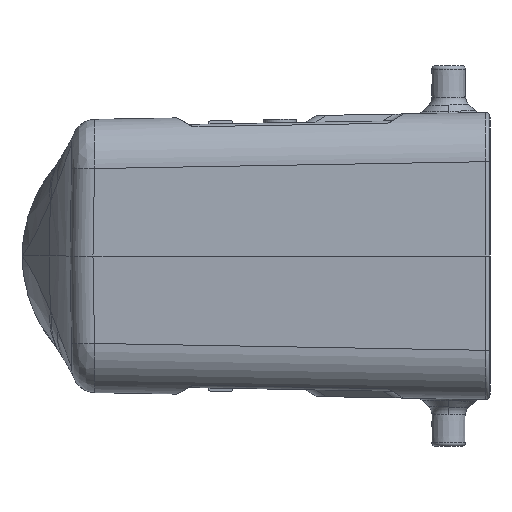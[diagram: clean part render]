
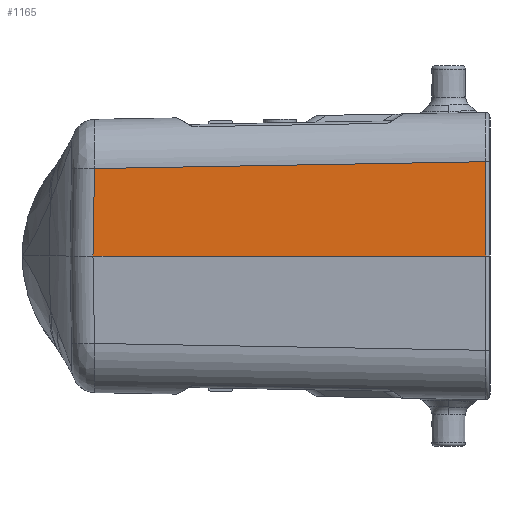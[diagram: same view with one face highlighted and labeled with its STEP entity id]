
A CAD part, left-side view. The second image highlights one B-rep face of the part: STEP entity #1165.
In plain terms, the highlighted planar face has unit normal (-1, 0.018, 0.017).
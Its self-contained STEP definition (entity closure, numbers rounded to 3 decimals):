
#693=PLANE('',#8177);
#1165=ADVANCED_FACE('',(#1683),#693,.T.);
#1683=FACE_OUTER_BOUND('',#2150,.T.);
#2150=EDGE_LOOP('',(#5297,#5298,#5299,#5300));
#2954=LINE('',#14855,#3573);
#2955=LINE('',#14857,#3574);
#2956=LINE('',#14859,#3575);
#2957=LINE('',#14861,#3576);
#3573=VECTOR('',#9885,1.);
#3574=VECTOR('',#9888,1.);
#3575=VECTOR('',#9889,1.);
#3576=VECTOR('',#9890,1.);
#5297=ORIENTED_EDGE('',*,*,#7314,.F.);
#5298=ORIENTED_EDGE('',*,*,#7315,.F.);
#5299=ORIENTED_EDGE('',*,*,#7316,.T.);
#5300=ORIENTED_EDGE('',*,*,#7313,.T.);
#6345=VERTEX_POINT('',#14849);
#6348=VERTEX_POINT('',#14854);
#6349=VERTEX_POINT('',#14858);
#6350=VERTEX_POINT('',#14860);
#7313=EDGE_CURVE('',#6345,#6348,#2954,.T.);
#7314=EDGE_CURVE('',#6349,#6348,#2955,.T.);
#7315=EDGE_CURVE('',#6350,#6349,#2956,.T.);
#7316=EDGE_CURVE('',#6350,#6345,#2957,.T.);
#8177=AXIS2_PLACEMENT_3D('',#14862,#9891,#9892);
#9885=DIRECTION('',(0.017,0.,1.));
#9888=DIRECTION('',(-0.017,-1.,0.017));
#9889=DIRECTION('',(0.017,-0.017,1.));
#9890=DIRECTION('',(-0.017,-1.,0.));
#9891=DIRECTION('',(-1.,0.017,0.017));
#9892=DIRECTION('',(-0.017,0.,-1.));
#14849=CARTESIAN_POINT('',(-46.739,70.609,0.));
#14854=CARTESIAN_POINT('',(-46.493,70.609,14.121));
#14855=CARTESIAN_POINT('',(-46.322,70.609,23.912));
#14857=CARTESIAN_POINT('',(-46.507,69.809,14.135));
#14858=CARTESIAN_POINT('',(-45.487,129.233,13.098));
#14859=CARTESIAN_POINT('',(-45.713,129.463,-0.078));
#14860=CARTESIAN_POINT('',(-45.712,129.462,0.));
#14861=CARTESIAN_POINT('',(-45.712,129.462,0.));
#14862=CARTESIAN_POINT('',(-46.333,70.,23.912));
